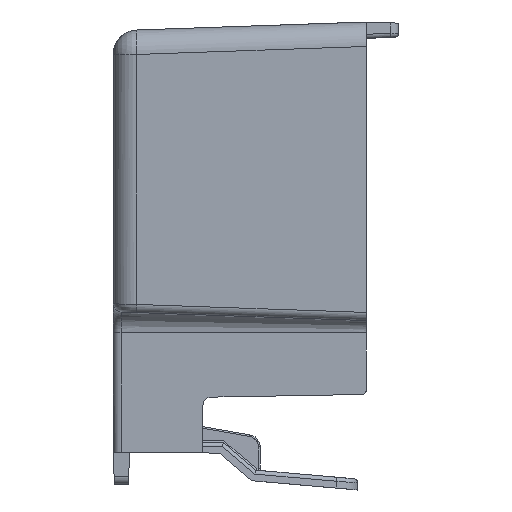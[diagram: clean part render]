
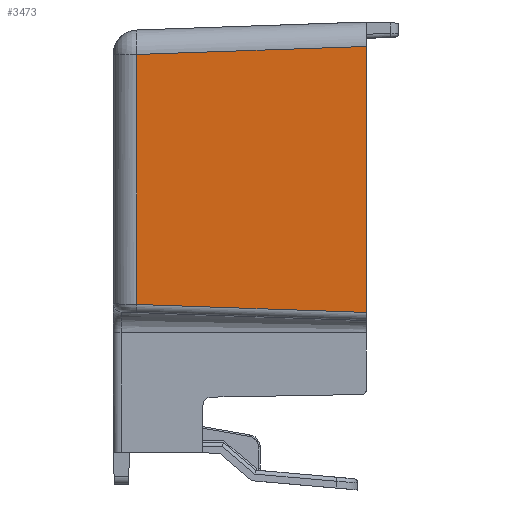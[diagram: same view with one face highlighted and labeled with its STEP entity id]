
A CAD part, left-side view. The second image highlights one B-rep face of the part: STEP entity #3473.
In plain terms, the highlighted planar face has unit normal (-0.999, 0.035, 0).
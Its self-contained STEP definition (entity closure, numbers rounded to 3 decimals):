
#331 = EDGE_CURVE ( 'NONE', #13346, #6219, #16373, .T. ) ;
#768 = CARTESIAN_POINT ( 'NONE',  ( -236.019, 28.105, 0. ) ) ;
#2707 = LINE ( 'NONE', #13758, #12503 ) ;
#3383 = CARTESIAN_POINT ( 'NONE',  ( -236.019, 28.105, 49.02 ) ) ;
#3473 = ADVANCED_FACE ( 'NONE', ( #7645 ), #13520, .T. ) ;
#4020 = EDGE_CURVE ( 'NONE', #11826, #7507, #18362, .T. ) ;
#4791 = DIRECTION ( 'NONE',  ( -0.999, 0.035, 0. ) ) ;
#5020 = VECTOR ( 'NONE', #16379, 1000. ) ;
#6146 = CARTESIAN_POINT ( 'NONE',  ( -236.939, 1.742, 49.941 ) ) ;
#6219 = VERTEX_POINT ( 'NONE', #18982 ) ;
#7021 = CARTESIAN_POINT ( 'NONE',  ( -237., 0., 0. ) ) ;
#7507 = VERTEX_POINT ( 'NONE', #18784 ) ;
#7645 = FACE_OUTER_BOUND ( 'NONE', #7910, .T. ) ;
#7910 = EDGE_LOOP ( 'NONE', ( #8113, #14492, #16466, #8854 ) ) ;
#8113 = ORIENTED_EDGE ( 'NONE', *, *, #331, .T. ) ;
#8478 = DIRECTION ( 'NONE',  ( 0., 0., 1. ) ) ;
#8854 = ORIENTED_EDGE ( 'NONE', *, *, #10117, .T. ) ;
#9128 = CARTESIAN_POINT ( 'NONE',  ( -237., 0., 0. ) ) ;
#9347 = AXIS2_PLACEMENT_3D ( 'NONE', #9128, #4791, #15013 ) ;
#9381 = LINE ( 'NONE', #6146, #5020 ) ;
#10117 = EDGE_CURVE ( 'NONE', #7507, #13346, #9381, .T. ) ;
#10579 = VECTOR ( 'NONE', #8478, 1000. ) ;
#11826 = VERTEX_POINT ( 'NONE', #18922 ) ;
#12287 = DIRECTION ( 'NONE',  ( -0.035, -0.999, -0.035 ) ) ;
#12312 = DIRECTION ( 'NONE',  ( 0., 0., -1. ) ) ;
#12503 = VECTOR ( 'NONE', #12287, 1000. ) ;
#12936 = VECTOR ( 'NONE', #12312, 1000. ) ;
#13346 = VERTEX_POINT ( 'NONE', #3383 ) ;
#13520 = PLANE ( 'NONE',  #9347 ) ;
#13758 = CARTESIAN_POINT ( 'NONE',  ( -237.021, -0.606, 17.378 ) ) ;
#14492 = ORIENTED_EDGE ( 'NONE', *, *, #14913, .T. ) ;
#14913 = EDGE_CURVE ( 'NONE', #6219, #11826, #2707, .T. ) ;
#15013 = DIRECTION ( 'NONE',  ( -0.035, -0.999, 0. ) ) ;
#16373 = LINE ( 'NONE', #768, #12936 ) ;
#16379 = DIRECTION ( 'NONE',  ( 0.035, 0.999, -0.035 ) ) ;
#16466 = ORIENTED_EDGE ( 'NONE', *, *, #4020, .T. ) ;
#18362 = LINE ( 'NONE', #7021, #10579 ) ;
#18784 = CARTESIAN_POINT ( 'NONE',  ( -237., 0., 50.002 ) ) ;
#18922 = CARTESIAN_POINT ( 'NONE',  ( -237., 0., 17.399 ) ) ;
#18982 = CARTESIAN_POINT ( 'NONE',  ( -236.019, 28.105, 18.381 ) ) ;
